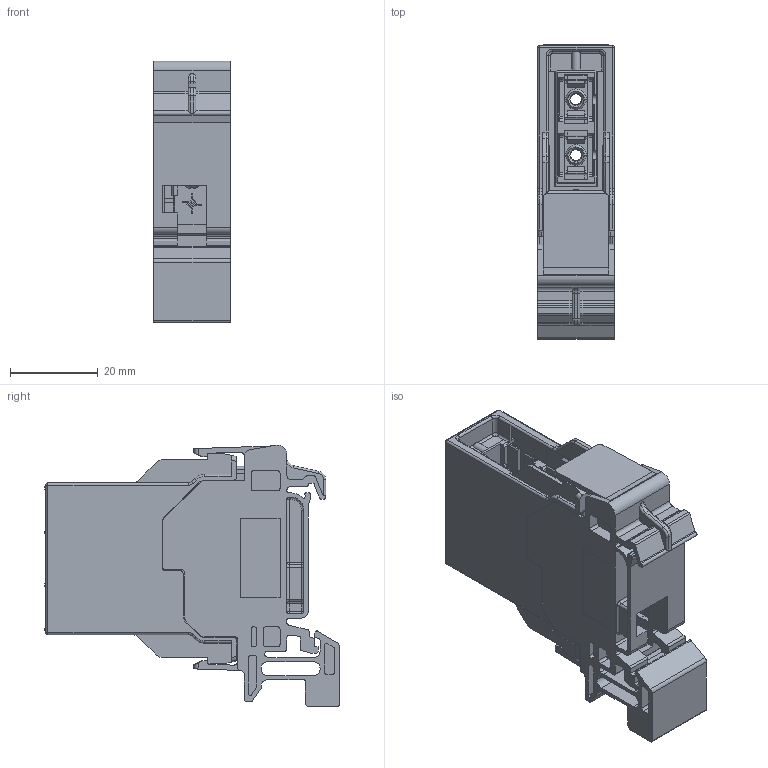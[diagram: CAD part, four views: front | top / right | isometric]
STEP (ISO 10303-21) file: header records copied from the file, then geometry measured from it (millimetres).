
FILE_DESCRIPTION (( 'STEP AP214' ), '1' );
FILE_NAME ('H82000A0014H50.STEP', '2014-06-03T09:38:58', ( 'Wartung1' ), ( '' ), 'SwSTEP 2.0', 'SolidWorks 2014', '' );
FILE_SCHEMA (( 'AUTOMOTIVE_DESIGN' ));
Length unit declared in the file: millimetre
Products named in the file (9): A10060A0009; B06010A0011; B00050A0003; B00041A0049; H82000A0014H50; B06012A0053; B00044A0099; B00044A0111; J08081B0003
Assembly tree (14 placements, depth 3):
  H82000A0014H50
    J08081B0003
      B00041A0049  x2
      B00050A0003  x4
      B06010A0011  x2
      A10060A0009  x2
    B00044A0111
    B00044A0099
    B06012A0053
Bounding box: 17.5 x 66.95 x 59.55 mm (x, y, z)
Volume: 18326.3 mm3; surface area: 31292.7 mm2
Topology: 13 solids, 13 shells, 2026 faces, 5564 edges, 3577 vertices
Faces by surface type: plane 1361, cylinder 506, torus 58, cone 38, bspline 38, sphere 25
Entity records: 50500 total; most frequent: CARTESIAN_POINT 10343, ORIENTED_EDGE 8340, DIRECTION 7868, EDGE_CURVE 4170, LINE 3162, VECTOR 3162, VERTEX_POINT 2678, AXIS2_PLACEMENT_3D 2353
